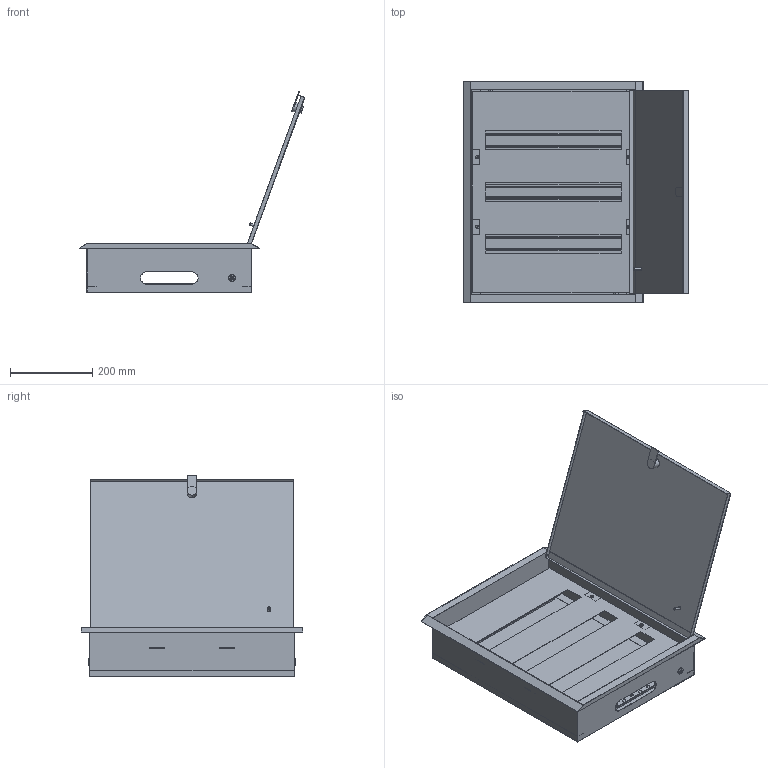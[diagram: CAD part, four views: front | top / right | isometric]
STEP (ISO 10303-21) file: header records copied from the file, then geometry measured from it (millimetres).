
FILE_DESCRIPTION (( 'STEP AP214' ), '1' );
FILE_NAME ('ShRV_Trend_54.STEP', '2016-08-31T06:23:42', ( 'user' ), ( '' ), 'SwSTEP 2.0', 'SolidWorks 2014', '' );
FILE_SCHEMA (( 'AUTOMOTIVE_DESIGN' ));
Length unit declared in the file: millimetre
Products named in the file (7): SC GOST 17473_gost_‚¨­â A.M5x10 ƒŽ‘’ 17473-80; DIN-Reika_2; ShRV_Trend_54; Reika_TREND_016.00.08-01; Obolochka_TREND_TREND-54; Panel TREND_剞ｭ-54; Dver_TREND_54
Assembly tree (22 placements, depth 2):
  ShRV_Trend_54
    Obolochka_TREND_TREND-54
    Dver_TREND_54
    Reika_TREND_016.00.08-01  x2
    DIN-Reika_2  x3
    Panel TREND_剞ｭ-54
    SC GOST 17473_gost_‚¨­â A.M5x10 ƒŽ‘’ 17473-80  x14
Bounding box: 550.67 x 540 x 491.48 mm (x, y, z)
Volume: 881078.8 mm3; surface area: 1866162.4 mm2
Topology: 24 solids, 24 shells, 802 faces, 2046 edges, 1320 vertices
Faces by surface type: plane 464, cylinder 306, sphere 28, cone 4
Entity records: 14010 total; most frequent: DIRECTION 2398, CARTESIAN_POINT 2340, ORIENTED_EDGE 2284, EDGE_CURVE 1142, AXIS2_PLACEMENT_3D 802, VECTOR 794, LINE 794, VERTEX_POINT 744
